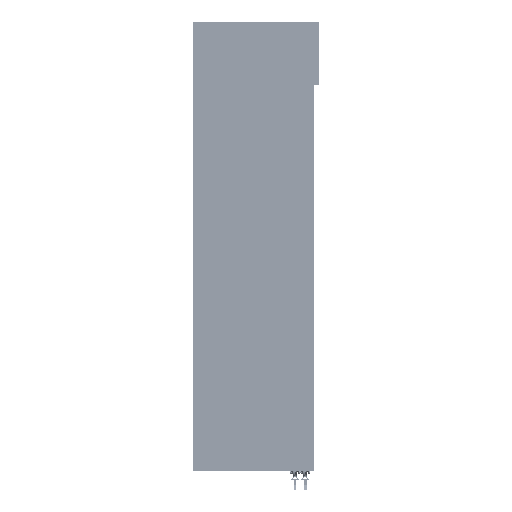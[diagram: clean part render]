
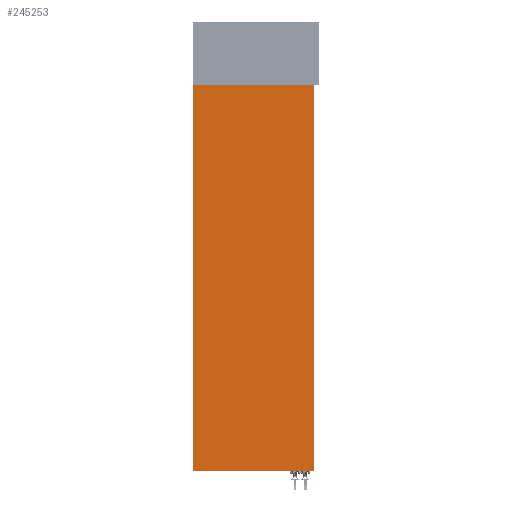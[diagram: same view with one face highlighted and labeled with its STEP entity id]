
A CAD part, front view. The second image highlights one B-rep face of the part: STEP entity #245253.
In plain terms, the highlighted free-form (B-spline) face has degree [1, 1] with [2, 2] control points.
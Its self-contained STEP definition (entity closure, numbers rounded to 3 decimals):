
#245085 = VERTEX_POINT('',#245086);
#245086 = CARTESIAN_POINT('',(-909.231,-8316.484,
    270.44));
#245091 = EDGE_CURVE('',#245092,#245085,#245094,.T.);
#245092 = VERTEX_POINT('',#245093);
#245093 = CARTESIAN_POINT('',(443.959,-8316.484,
    270.44));
#245094 = B_SPLINE_CURVE_WITH_KNOTS('',1,(#245095,#245096),
  .UNSPECIFIED.,.F.,.F.,(2,2),(-1200.,0.),.PIECEWISE_BEZIER_KNOTS.);
#245095 = CARTESIAN_POINT('',(443.959,-8316.484,
    270.44));
#245096 = CARTESIAN_POINT('',(-909.231,-8316.484,
    270.44));
#245149 = VERTEX_POINT('',#245150);
#245150 = CARTESIAN_POINT('',(443.959,-8316.484,
    -4014.664));
#245155 = EDGE_CURVE('',#245149,#245156,#245158,.T.);
#245156 = VERTEX_POINT('',#245157);
#245157 = CARTESIAN_POINT('',(-909.231,-8316.484,
    -4014.664));
#245158 = B_SPLINE_CURVE_WITH_KNOTS('',1,(#245159,#245160),
  .UNSPECIFIED.,.F.,.F.,(2,2),(-1200.,0.),.PIECEWISE_BEZIER_KNOTS.);
#245159 = CARTESIAN_POINT('',(443.959,-8316.484,
    -4014.664));
#245160 = CARTESIAN_POINT('',(-909.231,-8316.484,
    -4014.664));
#245244 = EDGE_CURVE('',#245092,#245149,#245245,.T.);
#245245 = B_SPLINE_CURVE_WITH_KNOTS('',1,(#245246,#245247),
  .UNSPECIFIED.,.F.,.F.,(2,2),(0.,3800.),.PIECEWISE_BEZIER_KNOTS.);
#245246 = CARTESIAN_POINT('',(443.959,-8316.484,
    270.44));
#245247 = CARTESIAN_POINT('',(443.959,-8316.484,
    -4014.664));
#245253 = ADVANCED_FACE('',(#245254),#245264,.T.);
#245254 = FACE_BOUND('',#245255,.T.);
#245255 = EDGE_LOOP('',(#245256,#245257,#245258,#245259));
#245256 = ORIENTED_EDGE('',*,*,#245155,.F.);
#245257 = ORIENTED_EDGE('',*,*,#245244,.F.);
#245258 = ORIENTED_EDGE('',*,*,#245091,.T.);
#245259 = ORIENTED_EDGE('',*,*,#245260,.T.);
#245260 = EDGE_CURVE('',#245085,#245156,#245261,.T.);
#245261 = B_SPLINE_CURVE_WITH_KNOTS('',1,(#245262,#245263),
  .UNSPECIFIED.,.F.,.F.,(2,2),(0.,3800.),.PIECEWISE_BEZIER_KNOTS.);
#245262 = CARTESIAN_POINT('',(-909.231,-8316.484,
    270.44));
#245263 = CARTESIAN_POINT('',(-909.231,-8316.484,
    -4014.664));
#245264 = B_SPLINE_SURFACE_WITH_KNOTS('',1,1,(
    (#245265,#245266)
    ,(#245267,#245268
    )),.UNSPECIFIED.,.F.,.F.,.F.,(2,2),(2,2),(0.,1200.),(-3800.,
    0.),.PIECEWISE_BEZIER_KNOTS.);
#245265 = CARTESIAN_POINT('',(-909.231,-8316.484,
    -4014.664));
#245266 = CARTESIAN_POINT('',(-909.231,-8316.484,
    270.44));
#245267 = CARTESIAN_POINT('',(443.959,-8316.484,
    -4014.664));
#245268 = CARTESIAN_POINT('',(443.959,-8316.484,
    270.44));
